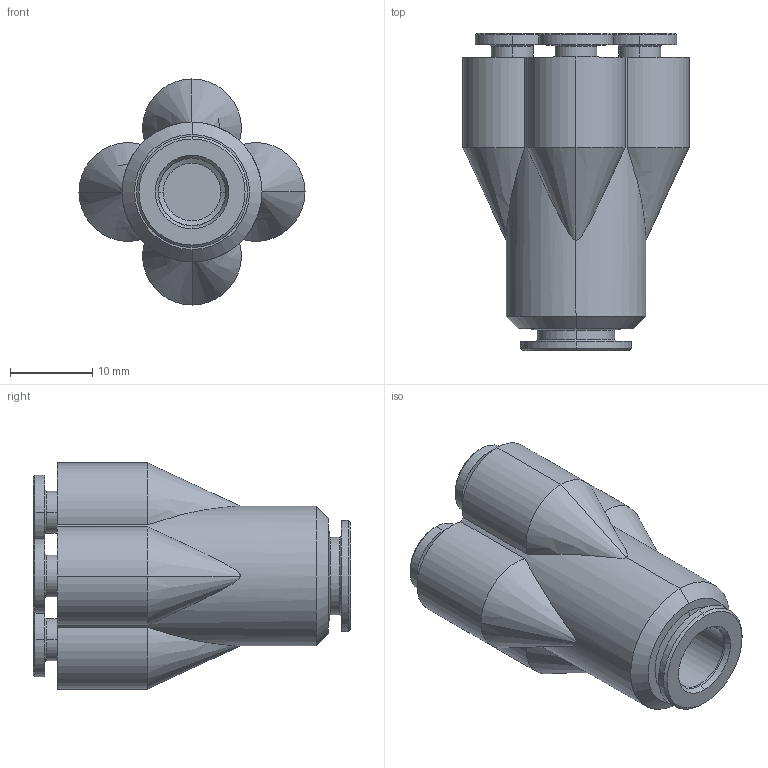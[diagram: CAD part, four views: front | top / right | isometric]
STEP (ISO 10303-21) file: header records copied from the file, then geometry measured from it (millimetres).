
FILE_DESCRIPTION (( 'STEP AP203' ), '1' );
FILE_NAME ('B0331040.STEP', '2015-02-05T15:58:31', ( 'Gabriele' ), ( '' ), 'SwSTEP 2.0', 'SolidWorks 2011', '' );
FILE_SCHEMA (( 'CONFIG_CONTROL_DESIGN' ));
Length unit declared in the file: millimetre
Products named in the file (1): B0331040
Bounding box: 27.5 x 38.6 x 27.5 mm (x, y, z)
Volume: 9183.2 mm3; surface area: 5693.5 mm2
Topology: 1 solids, 5 shells, 179 faces, 432 edges, 276 vertices
Faces by surface type: cylinder 98, cone 44, plane 35, torus 2
Entity records: 5525 total; most frequent: DIRECTION 1054, CARTESIAN_POINT 1016, ORIENTED_EDGE 864, AXIS2_PLACEMENT_3D 450, EDGE_CURVE 432, VERTEX_POINT 276, CIRCLE 270, EDGE_LOOP 200
